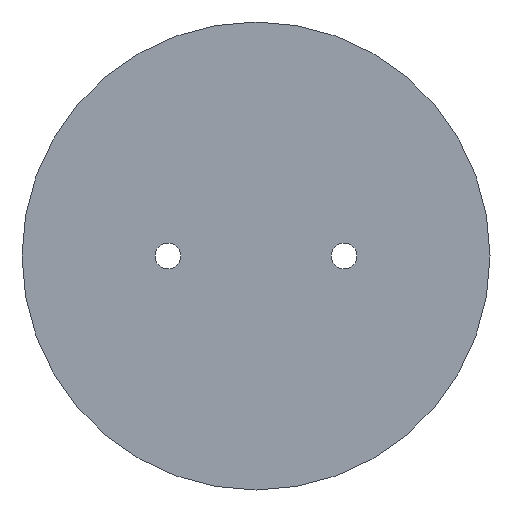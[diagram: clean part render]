
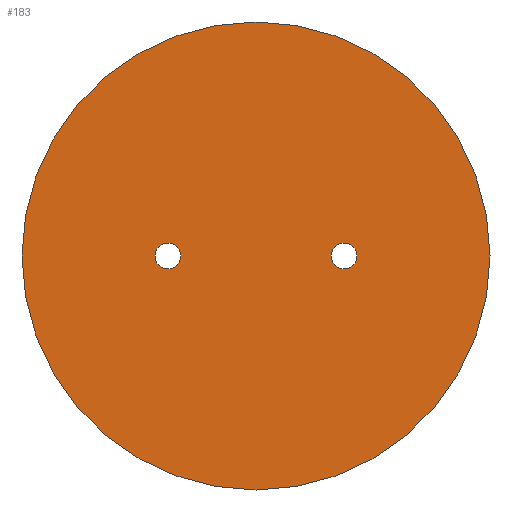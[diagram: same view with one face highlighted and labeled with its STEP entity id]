
A CAD part, front view. The second image highlights one B-rep face of the part: STEP entity #183.
In plain terms, the highlighted planar face has unit normal (0, -1, 0).
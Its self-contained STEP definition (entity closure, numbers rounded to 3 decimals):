
#2 = ORIENTED_EDGE ( 'NONE', *, *, #202, .T. ) ;
#3 = EDGE_CURVE ( 'NONE', #5, #285, #250, .T. ) ;
#5 = VERTEX_POINT ( 'NONE', #144 ) ;
#10 = DIRECTION ( 'NONE',  ( 0., 1., 0. ) ) ;
#14 = DIRECTION ( 'NONE',  ( 0., 0., 1. ) ) ;
#18 = EDGE_CURVE ( 'NONE', #285, #5, #107, .T. ) ;
#25 = CIRCLE ( 'NONE', #222, 2.75 ) ;
#28 = EDGE_LOOP ( 'NONE', ( #32, #59 ) ) ;
#31 = DIRECTION ( 'NONE',  ( 0., 1., 0. ) ) ;
#32 = ORIENTED_EDGE ( 'NONE', *, *, #3, .F. ) ;
#35 = FACE_OUTER_BOUND ( 'NONE', #28, .T. ) ;
#42 = VERTEX_POINT ( 'NONE', #111 ) ;
#54 = EDGE_CURVE ( 'NONE', #187, #117, #25, .T. ) ;
#57 = DIRECTION ( 'NONE',  ( 0., 0., 1. ) ) ;
#59 = ORIENTED_EDGE ( 'NONE', *, *, #18, .F. ) ;
#66 = ORIENTED_EDGE ( 'NONE', *, *, #67, .T. ) ;
#67 = EDGE_CURVE ( 'NONE', #42, #160, #255, .T. ) ;
#85 = DIRECTION ( 'NONE',  ( 0., 1., 0. ) ) ;
#87 = AXIS2_PLACEMENT_3D ( 'NONE', #217, #220, #14 ) ;
#107 = CIRCLE ( 'NONE', #288, 50. ) ;
#111 = CARTESIAN_POINT ( 'NONE',  ( -18.83, 0., 2.75 ) ) ;
#116 = AXIS2_PLACEMENT_3D ( 'NONE', #145, #146, #268 ) ;
#117 = VERTEX_POINT ( 'NONE', #227 ) ;
#121 = DIRECTION ( 'NONE',  ( 0., 0., 1. ) ) ;
#125 = PLANE ( 'NONE',  #116 ) ;
#128 = AXIS2_PLACEMENT_3D ( 'NONE', #252, #31, #57 ) ;
#129 = CARTESIAN_POINT ( 'NONE',  ( 0., 0., 50. ) ) ;
#134 = CARTESIAN_POINT ( 'NONE',  ( 18.83, 0., 0. ) ) ;
#136 = ORIENTED_EDGE ( 'NONE', *, *, #240, .T. ) ;
#144 = CARTESIAN_POINT ( 'NONE',  ( 0., 0., -50. ) ) ;
#145 = CARTESIAN_POINT ( 'NONE',  ( 0., 0., 0. ) ) ;
#146 = DIRECTION ( 'NONE',  ( 0., 1., 0. ) ) ;
#149 = FACE_BOUND ( 'NONE', #210, .T. ) ;
#152 = CARTESIAN_POINT ( 'NONE',  ( -18.83, 0., -2.75 ) ) ;
#160 = VERTEX_POINT ( 'NONE', #152 ) ;
#183 = ADVANCED_FACE ( 'NONE', ( #149, #253, #35 ), #125, .F. ) ;
#187 = VERTEX_POINT ( 'NONE', #269 ) ;
#190 = CARTESIAN_POINT ( 'NONE',  ( 0., 0., 0. ) ) ;
#191 = CARTESIAN_POINT ( 'NONE',  ( 0., 0., 0. ) ) ;
#193 = CIRCLE ( 'NONE', #128, 2.75 ) ;
#202 = EDGE_CURVE ( 'NONE', #160, #42, #280, .T. ) ;
#203 = AXIS2_PLACEMENT_3D ( 'NONE', #190, #241, #121 ) ;
#205 = DIRECTION ( 'NONE',  ( 0., 0., 1. ) ) ;
#206 = DIRECTION ( 'NONE',  ( 0., 1., 0. ) ) ;
#208 = ORIENTED_EDGE ( 'NONE', *, *, #54, .T. ) ;
#210 = EDGE_LOOP ( 'NONE', ( #136, #208 ) ) ;
#211 = EDGE_LOOP ( 'NONE', ( #2, #66 ) ) ;
#217 = CARTESIAN_POINT ( 'NONE',  ( -18.83, 0., 0. ) ) ;
#220 = DIRECTION ( 'NONE',  ( 0., 1., 0. ) ) ;
#222 = AXIS2_PLACEMENT_3D ( 'NONE', #134, #206, #302 ) ;
#227 = CARTESIAN_POINT ( 'NONE',  ( 18.83, 0., -2.75 ) ) ;
#240 = EDGE_CURVE ( 'NONE', #117, #187, #193, .T. ) ;
#241 = DIRECTION ( 'NONE',  ( 0., 1., 0. ) ) ;
#242 = AXIS2_PLACEMENT_3D ( 'NONE', #278, #85, #205 ) ;
#250 = CIRCLE ( 'NONE', #203, 50. ) ;
#252 = CARTESIAN_POINT ( 'NONE',  ( 18.83, 0., 0. ) ) ;
#253 = FACE_BOUND ( 'NONE', #211, .T. ) ;
#255 = CIRCLE ( 'NONE', #242, 2.75 ) ;
#268 = DIRECTION ( 'NONE',  ( 0., 0., 1. ) ) ;
#269 = CARTESIAN_POINT ( 'NONE',  ( 18.83, 0., 2.75 ) ) ;
#278 = CARTESIAN_POINT ( 'NONE',  ( -18.83, 0., 0. ) ) ;
#280 = CIRCLE ( 'NONE', #87, 2.75 ) ;
#285 = VERTEX_POINT ( 'NONE', #129 ) ;
#288 = AXIS2_PLACEMENT_3D ( 'NONE', #191, #10, #291 ) ;
#291 = DIRECTION ( 'NONE',  ( 0., 0., 1. ) ) ;
#302 = DIRECTION ( 'NONE',  ( 0., 0., 1. ) ) ;
